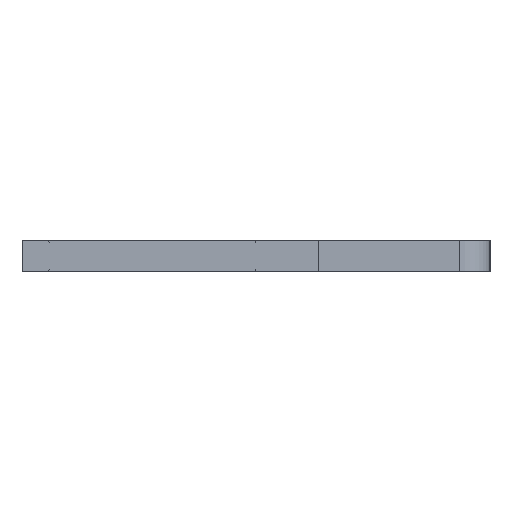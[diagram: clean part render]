
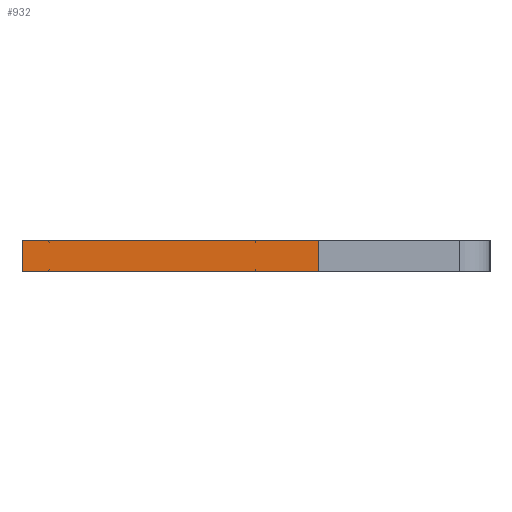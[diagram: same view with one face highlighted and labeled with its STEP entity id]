
A CAD part, left-side view. The second image highlights one B-rep face of the part: STEP entity #932.
In plain terms, the highlighted face is planar.
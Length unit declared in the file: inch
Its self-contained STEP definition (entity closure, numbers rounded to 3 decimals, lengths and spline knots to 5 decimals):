
#6 = DIRECTION ( 'NONE',  ( 0., 1., 0. ) ) ;
#107 = EDGE_CURVE ( 'NONE', #2052, #1648, #1738, .T. ) ;
#237 = DIRECTION ( 'NONE',  ( 1., 0., 0. ) ) ;
#256 = CARTESIAN_POINT ( 'NONE',  ( 0.01, 0.15, -0.04 ) ) ;
#568 = CARTESIAN_POINT ( 'NONE',  ( -0.01, 0.15, -0.04 ) ) ;
#590 = EDGE_CURVE ( 'NONE', #2298, #3272, #2663, .T. ) ;
#678 = CARTESIAN_POINT ( 'NONE',  ( 0.01, 0.15, -0.04 ) ) ;
#719 = LINE ( 'NONE', #568, #2025 ) ;
#932 = ADVANCED_FACE ( 'NONE', ( #1672 ), #2624, .F. ) ;
#1211 = DIRECTION ( 'NONE',  ( -1., 0., 0. ) ) ;
#1309 = EDGE_CURVE ( 'NONE', #2298, #2052, #3080, .T. ) ;
#1538 = EDGE_CURVE ( 'NONE', #3272, #1648, #719, .T. ) ;
#1648 = VERTEX_POINT ( 'NONE', #2672 ) ;
#1672 = FACE_OUTER_BOUND ( 'NONE', #2262, .T. ) ;
#1696 = CARTESIAN_POINT ( 'NONE',  ( 0.01, 0.15, -0.04 ) ) ;
#1707 = CARTESIAN_POINT ( 'NONE',  ( 0.01, -0.04, -0.04 ) ) ;
#1711 = ORIENTED_EDGE ( 'NONE', *, *, #1538, .T. ) ;
#1738 = LINE ( 'NONE', #678, #1907 ) ;
#1851 = ORIENTED_EDGE ( 'NONE', *, *, #590, .T. ) ;
#1890 = VECTOR ( 'NONE', #2080, 39.37008 ) ;
#1907 = VECTOR ( 'NONE', #1211, 39.37008 ) ;
#2025 = VECTOR ( 'NONE', #6, 39.37008 ) ;
#2052 = VERTEX_POINT ( 'NONE', #1696 ) ;
#2080 = DIRECTION ( 'NONE',  ( -1., 0., 0. ) ) ;
#2262 = EDGE_LOOP ( 'NONE', ( #1711, #2706, #2951, #1851 ) ) ;
#2298 = VERTEX_POINT ( 'NONE', #1707 ) ;
#2337 = DIRECTION ( 'NONE',  ( 0., 0., 1. ) ) ;
#2339 = CARTESIAN_POINT ( 'NONE',  ( 0.01, 0.15, -0.04 ) ) ;
#2446 = DIRECTION ( 'NONE',  ( 0., 1., 0. ) ) ;
#2624 = PLANE ( 'NONE',  #2726 ) ;
#2663 = LINE ( 'NONE', #3162, #1890 ) ;
#2672 = CARTESIAN_POINT ( 'NONE',  ( -0.01, 0.15, -0.04 ) ) ;
#2706 = ORIENTED_EDGE ( 'NONE', *, *, #107, .F. ) ;
#2715 = VECTOR ( 'NONE', #2446, 39.37008 ) ;
#2726 = AXIS2_PLACEMENT_3D ( 'NONE', #2339, #2337, #237 ) ;
#2951 = ORIENTED_EDGE ( 'NONE', *, *, #1309, .F. ) ;
#3080 = LINE ( 'NONE', #256, #2715 ) ;
#3130 = CARTESIAN_POINT ( 'NONE',  ( -0.01, -0.04, -0.04 ) ) ;
#3162 = CARTESIAN_POINT ( 'NONE',  ( 0.01, -0.04, -0.04 ) ) ;
#3272 = VERTEX_POINT ( 'NONE', #3130 ) ;
